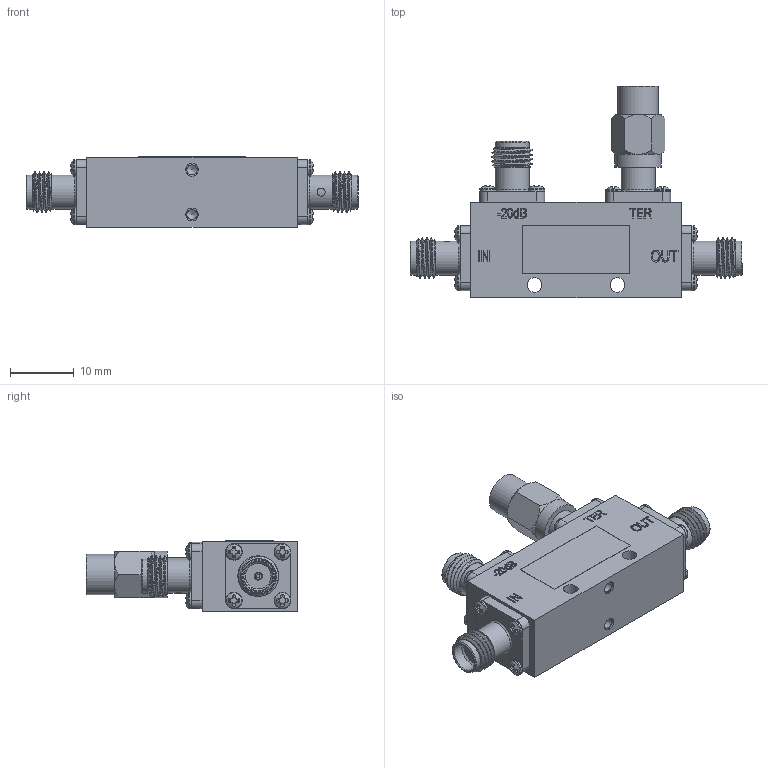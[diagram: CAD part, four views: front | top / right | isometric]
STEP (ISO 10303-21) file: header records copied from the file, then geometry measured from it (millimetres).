
FILE_DESCRIPTION (( 'STEP AP203' ), '1' );
FILE_NAME ('MC0618-20_3D.step', '2022-02-28T20:36:14', ( '' ), ( '' ), 'SwSTEP 2.0', 'SolidWorks 2021', '' );
FILE_SCHEMA (( 'CONFIG_CONTROL_DESIGN' ));
Length unit declared in the file: inch
Products named in the file (1): MC0618-20_3D
Bounding box: 52.05 x 33.16 x 11.05 mm (x, y, z)
Volume: 7029.1 mm3; surface area: 4071.5 mm2
Topology: 1 solids, 22 shells, 840 faces, 2142 edges, 1417 vertices
Faces by surface type: plane 477, cylinder 168, bspline 114, cone 77, torus 4
Full cylindrical faces by diameter (mm): 0.508 x1, 1.016 x4, 1.092 x12, 1.27 x7, 1.6 x2, 1.93 x4, 2 x2, 2.286 x2, 2.504 x4, 2.591 x12, 4.521 x3, 5.08 x4, 5.334 x7, 6.35 x1, 7.29 x1
Entity records: 41014 total; most frequent: CARTESIAN_POINT 22948, ORIENTED_EDGE 3982, DIRECTION 2992, EDGE_CURVE 1991, VERTEX_POINT 1367, AXIS2_PLACEMENT_3D 1041, EDGE_LOOP 1032, FACE_OUTER_BOUND 930
